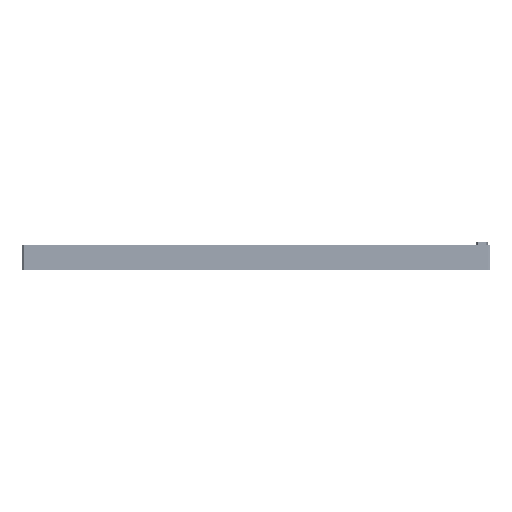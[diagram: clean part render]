
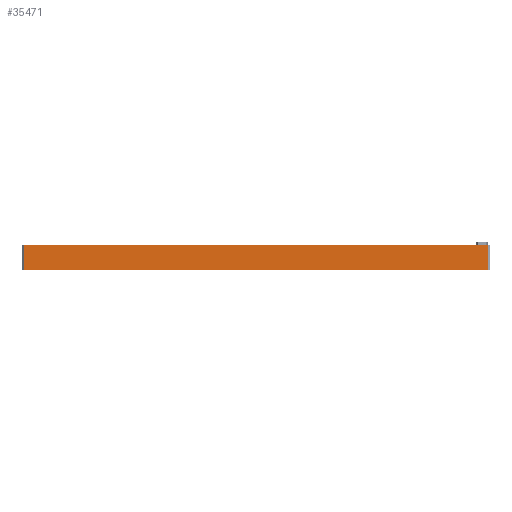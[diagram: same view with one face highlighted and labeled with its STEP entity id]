
A CAD part, left-side view. The second image highlights one B-rep face of the part: STEP entity #35471.
In plain terms, the highlighted face is planar.
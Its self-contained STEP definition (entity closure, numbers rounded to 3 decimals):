
#6873=PLANE('',#38570);
#7699=FACE_OUTER_BOUND('',#10806,.T.);
#10806=EDGE_LOOP('',(#26950,#26951,#26952,#26953));
#14666=LINE('',#56871,#16285);
#14674=LINE('',#58407,#16293);
#14675=LINE('',#58410,#16294);
#14676=LINE('',#58411,#16295);
#16285=VECTOR('',#43245,0.394);
#16293=VECTOR('',#44775,0.394);
#16294=VECTOR('',#44778,0.394);
#16295=VECTOR('',#44779,0.394);
#18036=VERTEX_POINT('',#56840);
#18051=VERTEX_POINT('',#56869);
#18817=VERTEX_POINT('',#58403);
#18819=VERTEX_POINT('',#58409);
#21272=EDGE_CURVE('',#18051,#18036,#14666,.T.);
#22040=EDGE_CURVE('',#18036,#18817,#14674,.T.);
#22041=EDGE_CURVE('',#18819,#18051,#14675,.T.);
#22042=EDGE_CURVE('',#18817,#18819,#14676,.T.);
#26950=ORIENTED_EDGE('',*,*,#22040,.F.);
#26951=ORIENTED_EDGE('',*,*,#21272,.F.);
#26952=ORIENTED_EDGE('',*,*,#22041,.F.);
#26953=ORIENTED_EDGE('',*,*,#22042,.F.);
#35471=ADVANCED_FACE('',(#7699),#6873,.F.);
#38570=AXIS2_PLACEMENT_3D('',#58408,#44776,#44777);
#43245=DIRECTION('',(1.,0.,0.));
#44775=DIRECTION('',(0.,1.,0.));
#44776=DIRECTION('center_axis',(0.,0.,1.));
#44777=DIRECTION('ref_axis',(1.,0.,0.));
#44778=DIRECTION('',(0.,-1.,0.));
#44779=DIRECTION('',(-1.,0.,0.));
#56840=CARTESIAN_POINT('',(27.869,30.462,-19.877));
#56869=CARTESIAN_POINT('',(12.027,30.462,-19.877));
#56871=CARTESIAN_POINT('',(23.948,30.462,-19.877));
#58403=CARTESIAN_POINT('',(27.869,31.312,-19.877));
#58407=CARTESIAN_POINT('',(27.869,30.512,-19.877));
#58408=CARTESIAN_POINT('Origin',(27.948,30.512,-19.877));
#58409=CARTESIAN_POINT('',(12.027,31.312,-19.877));
#58410=CARTESIAN_POINT('',(12.027,30.512,-19.877));
#58411=CARTESIAN_POINT('',(23.948,31.312,-19.877));
